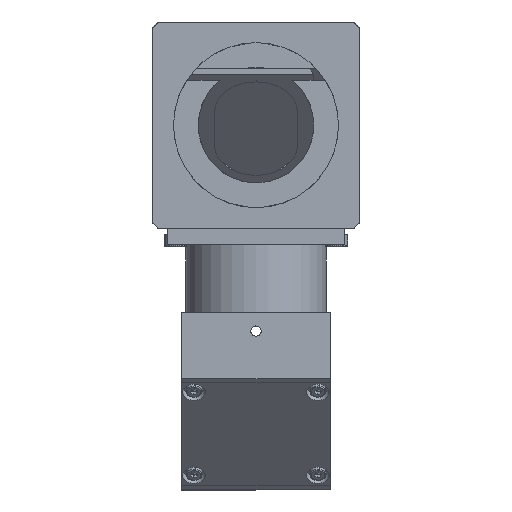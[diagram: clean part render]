
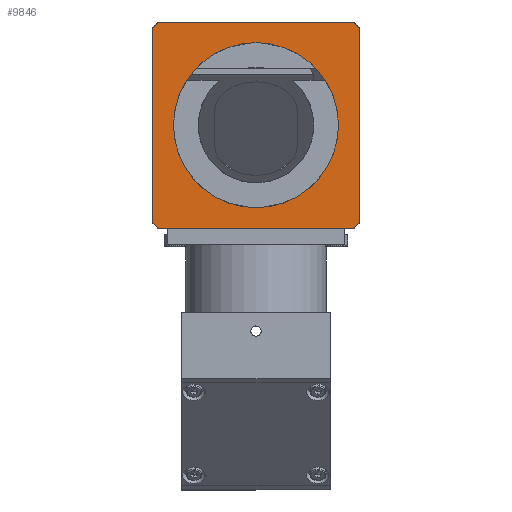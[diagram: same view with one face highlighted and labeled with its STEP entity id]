
A CAD part, left-side view. The second image highlights one B-rep face of the part: STEP entity #9846.
In plain terms, the highlighted planar face has unit normal (-1, 0, 0).
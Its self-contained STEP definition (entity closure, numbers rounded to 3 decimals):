
#336 = ORIENTED_EDGE ( 'NONE', *, *, #12215, .T. ) ;
#367 = VERTEX_POINT ( 'NONE', #6592 ) ;
#438 = CARTESIAN_POINT ( 'NONE',  ( -113., 25., 25. ) ) ;
#1091 = DIRECTION ( 'NONE',  ( 0., -1., 0. ) ) ;
#1726 = ORIENTED_EDGE ( 'NONE', *, *, #8451, .T. ) ;
#1870 = VECTOR ( 'NONE', #15104, 1000. ) ;
#2102 = CARTESIAN_POINT ( 'NONE',  ( -113., 0., 0. ) ) ;
#2172 = FACE_BOUND ( 'NONE', #11579, .T. ) ;
#2192 = CARTESIAN_POINT ( 'NONE',  ( -113., -23.5, 25. ) ) ;
#3148 = VERTEX_POINT ( 'NONE', #14208 ) ;
#3216 = CARTESIAN_POINT ( 'NONE',  ( -113., 23.5, -25. ) ) ;
#3348 = ORIENTED_EDGE ( 'NONE', *, *, #8844, .F. ) ;
#3571 = DIRECTION ( 'NONE',  ( 0., 0., -1. ) ) ;
#3618 = DIRECTION ( 'NONE',  ( 0., 0.707, 0.707 ) ) ;
#3780 = DIRECTION ( 'NONE',  ( 0., 0., 1. ) ) ;
#4721 = ORIENTED_EDGE ( 'NONE', *, *, #13445, .T. ) ;
#4767 = DIRECTION ( 'NONE',  ( 0., 1., 0. ) ) ;
#5130 = AXIS2_PLACEMENT_3D ( 'NONE', #2102, #12370, #3571 ) ;
#5177 = ORIENTED_EDGE ( 'NONE', *, *, #18528, .T. ) ;
#5237 = LINE ( 'NONE', #14242, #12602 ) ;
#5463 = CARTESIAN_POINT ( 'NONE',  ( -113., 0., 20. ) ) ;
#5718 = ORIENTED_EDGE ( 'NONE', *, *, #15204, .T. ) ;
#5863 = DIRECTION ( 'NONE',  ( 0., -0.707, 0.707 ) ) ;
#6252 = PLANE ( 'NONE',  #10572 ) ;
#6307 = VERTEX_POINT ( 'NONE', #17373 ) ;
#6560 = VERTEX_POINT ( 'NONE', #5463 ) ;
#6592 = CARTESIAN_POINT ( 'NONE',  ( -113., 23.5, 25. ) ) ;
#6890 = LINE ( 'NONE', #14596, #13817 ) ;
#7861 = CARTESIAN_POINT ( 'NONE',  ( -113., 23.5, -25. ) ) ;
#8209 = CARTESIAN_POINT ( 'NONE',  ( -113., 0., 0. ) ) ;
#8451 = EDGE_CURVE ( 'NONE', #17045, #12985, #18893, .T. ) ;
#8606 = CIRCLE ( 'NONE', #13992, 20. ) ;
#8732 = EDGE_CURVE ( 'NONE', #18897, #6560, #18669, .T. ) ;
#8844 = EDGE_CURVE ( 'NONE', #6560, #18897, #8606, .T. ) ;
#9175 = CARTESIAN_POINT ( 'NONE',  ( -113., 25., 25. ) ) ;
#9423 = LINE ( 'NONE', #17755, #9883 ) ;
#9496 = FACE_OUTER_BOUND ( 'NONE', #16199, .T. ) ;
#9673 = CARTESIAN_POINT ( 'NONE',  ( -113., -25., 23.5 ) ) ;
#9698 = DIRECTION ( 'NONE',  ( 0., 0., -1. ) ) ;
#9846 = ADVANCED_FACE ( 'NONE', ( #2172, #9496 ), #6252, .F. ) ;
#9883 = VECTOR ( 'NONE', #13402, 1000. ) ;
#10427 = CARTESIAN_POINT ( 'NONE',  ( -113., 0., -20. ) ) ;
#10572 = AXIS2_PLACEMENT_3D ( 'NONE', #16885, #12570, #3780 ) ;
#10656 = CARTESIAN_POINT ( 'NONE',  ( -113., -23.5, -25. ) ) ;
#11114 = ORIENTED_EDGE ( 'NONE', *, *, #14777, .T. ) ;
#11157 = VECTOR ( 'NONE', #3618, 1000. ) ;
#11251 = ORIENTED_EDGE ( 'NONE', *, *, #8732, .F. ) ;
#11579 = EDGE_LOOP ( 'NONE', ( #11251, #3348 ) ) ;
#11593 = EDGE_CURVE ( 'NONE', #12985, #367, #18790, .T. ) ;
#11679 = LINE ( 'NONE', #14567, #18955 ) ;
#11808 = CARTESIAN_POINT ( 'NONE',  ( -113., -23.5, 25. ) ) ;
#11983 = LINE ( 'NONE', #7861, #12443 ) ;
#12215 = EDGE_CURVE ( 'NONE', #15871, #3148, #14008, .T. ) ;
#12370 = DIRECTION ( 'NONE',  ( -1., 0., 0. ) ) ;
#12443 = VECTOR ( 'NONE', #15190, 1000. ) ;
#12570 = DIRECTION ( 'NONE',  ( 1., 0., 0. ) ) ;
#12602 = VECTOR ( 'NONE', #1091, 1000. ) ;
#12985 = VERTEX_POINT ( 'NONE', #11808 ) ;
#13402 = DIRECTION ( 'NONE',  ( 0., 0.707, -0.707 ) ) ;
#13445 = EDGE_CURVE ( 'NONE', #16879, #6307, #6890, .T. ) ;
#13502 = ORIENTED_EDGE ( 'NONE', *, *, #18895, .T. ) ;
#13532 = CARTESIAN_POINT ( 'NONE',  ( -113., 25., 23.5 ) ) ;
#13817 = VECTOR ( 'NONE', #5863, 1000. ) ;
#13992 = AXIS2_PLACEMENT_3D ( 'NONE', #8209, #18422, #9698 ) ;
#14008 = LINE ( 'NONE', #438, #1870 ) ;
#14208 = CARTESIAN_POINT ( 'NONE',  ( -113., 25., -23.5 ) ) ;
#14242 = CARTESIAN_POINT ( 'NONE',  ( -113., 25., -25. ) ) ;
#14567 = CARTESIAN_POINT ( 'NONE',  ( -113., -25., 25. ) ) ;
#14596 = CARTESIAN_POINT ( 'NONE',  ( -113., -25., -23.5 ) ) ;
#14777 = EDGE_CURVE ( 'NONE', #6307, #17045, #11679, .T. ) ;
#14899 = ORIENTED_EDGE ( 'NONE', *, *, #11593, .T. ) ;
#15104 = DIRECTION ( 'NONE',  ( 0., 0., -1. ) ) ;
#15190 = DIRECTION ( 'NONE',  ( 0., -0.707, -0.707 ) ) ;
#15204 = EDGE_CURVE ( 'NONE', #17363, #16879, #5237, .T. ) ;
#15871 = VERTEX_POINT ( 'NONE', #13532 ) ;
#16030 = DIRECTION ( 'NONE',  ( 0., 0., 1. ) ) ;
#16199 = EDGE_LOOP ( 'NONE', ( #336, #5177, #5718, #4721, #11114, #1726, #14899, #13502 ) ) ;
#16879 = VERTEX_POINT ( 'NONE', #10656 ) ;
#16885 = CARTESIAN_POINT ( 'NONE',  ( -113., -25., -25. ) ) ;
#17045 = VERTEX_POINT ( 'NONE', #9673 ) ;
#17363 = VERTEX_POINT ( 'NONE', #3216 ) ;
#17373 = CARTESIAN_POINT ( 'NONE',  ( -113., -25., -23.5 ) ) ;
#17755 = CARTESIAN_POINT ( 'NONE',  ( -113., 25., 23.5 ) ) ;
#18322 = VECTOR ( 'NONE', #4767, 1000. ) ;
#18422 = DIRECTION ( 'NONE',  ( -1., 0., 0. ) ) ;
#18528 = EDGE_CURVE ( 'NONE', #3148, #17363, #11983, .T. ) ;
#18669 = CIRCLE ( 'NONE', #5130, 20. ) ;
#18790 = LINE ( 'NONE', #9175, #18322 ) ;
#18893 = LINE ( 'NONE', #2192, #11157 ) ;
#18895 = EDGE_CURVE ( 'NONE', #367, #15871, #9423, .T. ) ;
#18897 = VERTEX_POINT ( 'NONE', #10427 ) ;
#18955 = VECTOR ( 'NONE', #16030, 1000. ) ;
